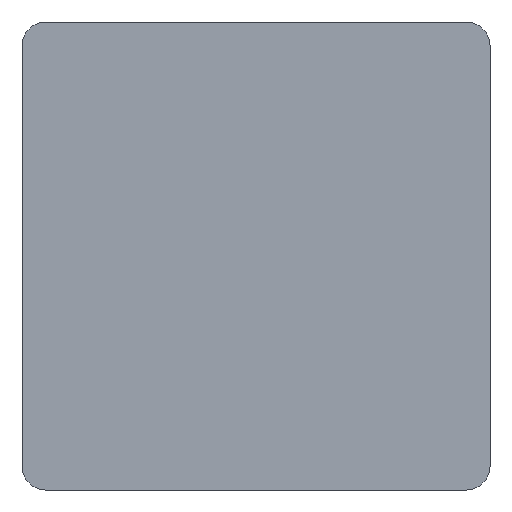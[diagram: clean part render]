
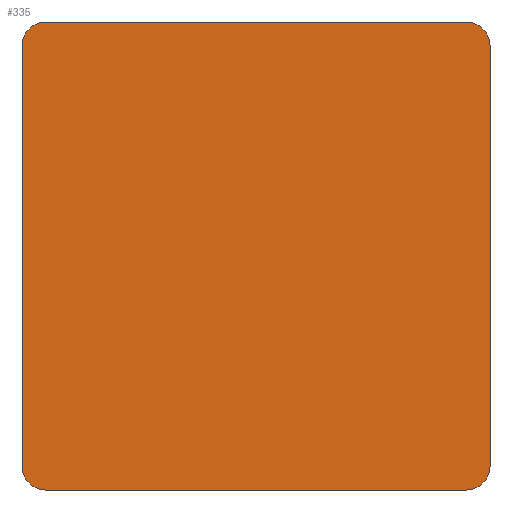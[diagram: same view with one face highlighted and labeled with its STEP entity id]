
A CAD part, front view. The second image highlights one B-rep face of the part: STEP entity #335.
In plain terms, the highlighted planar face has unit normal (0, -1, 0).
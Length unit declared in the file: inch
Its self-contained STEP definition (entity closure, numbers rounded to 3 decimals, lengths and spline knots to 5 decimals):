
#27=PLANE('',#371);
#51=LINE('',#561,#77);
#52=LINE('',#565,#78);
#53=LINE('',#569,#79);
#54=LINE('',#572,#80);
#77=VECTOR('',#453,0.282);
#78=VECTOR('',#456,0.282);
#79=VECTOR('',#459,0.282);
#80=VECTOR('',#462,0.282);
#100=FACE_OUTER_BOUND('',#124,.T.);
#124=EDGE_LOOP('',(#272,#273,#274,#275,#276,#277,#278,#279));
#148=CIRCLE('',#372,0.016);
#149=CIRCLE('',#373,0.016);
#150=CIRCLE('',#374,0.016);
#151=CIRCLE('',#375,0.016);
#174=VERTEX_POINT('',#557);
#175=VERTEX_POINT('',#558);
#176=VERTEX_POINT('',#560);
#177=VERTEX_POINT('',#562);
#178=VERTEX_POINT('',#564);
#179=VERTEX_POINT('',#566);
#180=VERTEX_POINT('',#568);
#181=VERTEX_POINT('',#570);
#211=EDGE_CURVE('',#174,#175,#148,.T.);
#212=EDGE_CURVE('',#176,#174,#51,.T.);
#213=EDGE_CURVE('',#177,#176,#149,.T.);
#214=EDGE_CURVE('',#178,#177,#52,.T.);
#215=EDGE_CURVE('',#179,#178,#150,.T.);
#216=EDGE_CURVE('',#180,#179,#53,.T.);
#217=EDGE_CURVE('',#181,#180,#151,.T.);
#218=EDGE_CURVE('',#175,#181,#54,.T.);
#272=ORIENTED_EDGE('',*,*,#211,.F.);
#273=ORIENTED_EDGE('',*,*,#212,.F.);
#274=ORIENTED_EDGE('',*,*,#213,.F.);
#275=ORIENTED_EDGE('',*,*,#214,.F.);
#276=ORIENTED_EDGE('',*,*,#215,.F.);
#277=ORIENTED_EDGE('',*,*,#216,.F.);
#278=ORIENTED_EDGE('',*,*,#217,.F.);
#279=ORIENTED_EDGE('',*,*,#218,.F.);
#335=ADVANCED_FACE('',(#100),#27,.F.);
#371=AXIS2_PLACEMENT_3D('',#556,#449,#450);
#372=AXIS2_PLACEMENT_3D('',#559,#451,#452);
#373=AXIS2_PLACEMENT_3D('',#563,#454,#455);
#374=AXIS2_PLACEMENT_3D('',#567,#457,#458);
#375=AXIS2_PLACEMENT_3D('',#571,#460,#461);
#449=DIRECTION('center_axis',(0.,1.,0.));
#450=DIRECTION('ref_axis',(0.,0.,1.));
#451=DIRECTION('center_axis',(0.,1.,0.));
#452=DIRECTION('ref_axis',(1.,0.,0.));
#453=DIRECTION('',(-1.,0.,0.));
#454=DIRECTION('center_axis',(0.,1.,0.));
#455=DIRECTION('ref_axis',(1.,0.,0.));
#456=DIRECTION('',(0.,0.,-1.));
#457=DIRECTION('center_axis',(0.,1.,0.));
#458=DIRECTION('ref_axis',(1.,0.,0.));
#459=DIRECTION('',(1.,0.,0.));
#460=DIRECTION('center_axis',(0.,1.,0.));
#461=DIRECTION('ref_axis',(1.,0.,0.));
#462=DIRECTION('',(0.,0.,1.));
#556=CARTESIAN_POINT('Origin',(-0.141,0.348,-0.141));
#557=CARTESIAN_POINT('',(-0.141,0.348,-0.157));
#558=CARTESIAN_POINT('',(-0.157,0.348,-0.141));
#559=CARTESIAN_POINT('Origin',(-0.141,0.348,-0.141));
#560=CARTESIAN_POINT('',(0.141,0.348,-0.157));
#561=CARTESIAN_POINT('',(0.141,0.348,-0.157));
#562=CARTESIAN_POINT('',(0.157,0.348,-0.141));
#563=CARTESIAN_POINT('Origin',(0.141,0.348,-0.141));
#564=CARTESIAN_POINT('',(0.157,0.348,0.141));
#565=CARTESIAN_POINT('',(0.157,0.348,0.141));
#566=CARTESIAN_POINT('',(0.141,0.348,0.157));
#567=CARTESIAN_POINT('Origin',(0.141,0.348,0.141));
#568=CARTESIAN_POINT('',(-0.141,0.348,0.157));
#569=CARTESIAN_POINT('',(-0.141,0.348,0.157));
#570=CARTESIAN_POINT('',(-0.157,0.348,0.141));
#571=CARTESIAN_POINT('Origin',(-0.141,0.348,0.141));
#572=CARTESIAN_POINT('',(-0.157,0.348,-0.141));
